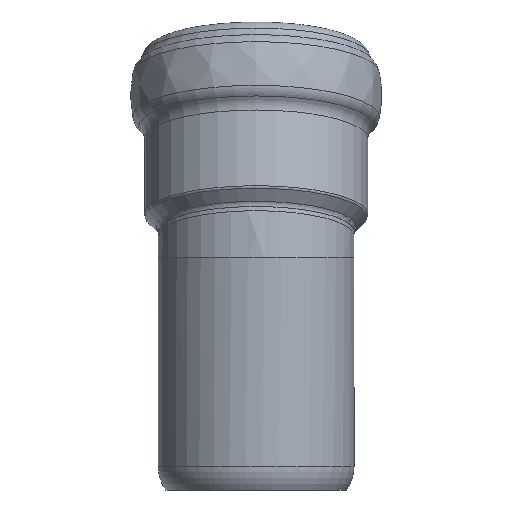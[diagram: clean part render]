
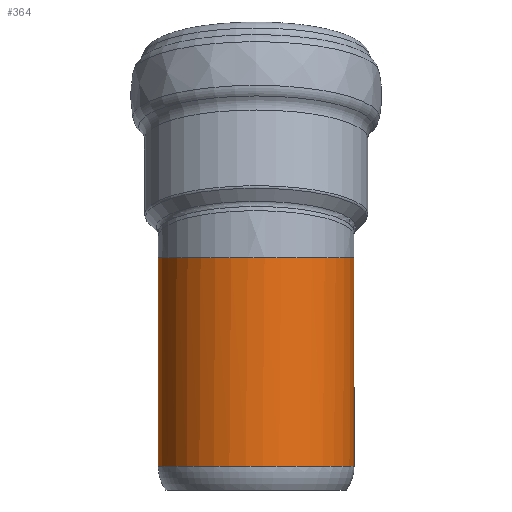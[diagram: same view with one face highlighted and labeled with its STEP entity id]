
A CAD part, front view. The second image highlights one B-rep face of the part: STEP entity #364.
In plain terms, the highlighted cylindrical face has radius 29 mm (diameter 58 mm), a full revolution.
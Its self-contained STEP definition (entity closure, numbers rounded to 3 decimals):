
#44=FACE_BOUND('',#160,.T.);
#67=CYLINDRICAL_SURFACE('',#410,29.);
#73=CIRCLE('',#390,29.);
#76=CIRCLE('',#395,29.);
#119=FACE_OUTER_BOUND('',#159,.T.);
#159=EDGE_LOOP('',(#303,#304));
#160=EDGE_LOOP('',(#305));
#200=ELLIPSE('',#387,29.286,29.);
#204=VERTEX_POINT('',#603);
#206=VERTEX_POINT('',#612);
#210=VERTEX_POINT('',#658);
#239=EDGE_CURVE('',#204,#206,#200,.T.);
#243=EDGE_CURVE('',#206,#204,#73,.T.);
#246=EDGE_CURVE('',#210,#210,#76,.T.);
#303=ORIENTED_EDGE('',*,*,#239,.F.);
#304=ORIENTED_EDGE('',*,*,#243,.F.);
#305=ORIENTED_EDGE('',*,*,#246,.T.);
#364=ADVANCED_FACE('',(#119,#44),#67,.T.);
#387=AXIS2_PLACEMENT_3D('',#613,#452,#453);
#390=AXIS2_PLACEMENT_3D('',#651,#458,#459);
#395=AXIS2_PLACEMENT_3D('',#659,#468,#469);
#410=AXIS2_PLACEMENT_3D('',#708,#498,#499);
#452=DIRECTION('center_axis',(0.,0.139,0.99));
#453=DIRECTION('ref_axis',(0.,0.99,-0.139));
#458=DIRECTION('center_axis',(0.,0.,1.));
#459=DIRECTION('ref_axis',(-1.,0.,0.));
#468=DIRECTION('center_axis',(0.,0.,1.));
#469=DIRECTION('ref_axis',(-1.,0.,0.));
#498=DIRECTION('center_axis',(0.,0.,1.));
#499=DIRECTION('ref_axis',(-1.,0.,0.));
#603=CARTESIAN_POINT('',(17.4,23.2,68.735));
#612=CARTESIAN_POINT('',(-17.4,23.2,68.735));
#613=CARTESIAN_POINT('Origin',(0.,0.,72.));
#651=CARTESIAN_POINT('Origin',(0.,0.,68.735));
#658=CARTESIAN_POINT('',(0.,29.,7.));
#659=CARTESIAN_POINT('Origin',(0.,0.,7.));
#708=CARTESIAN_POINT('Origin',(0.,0.,0.));
